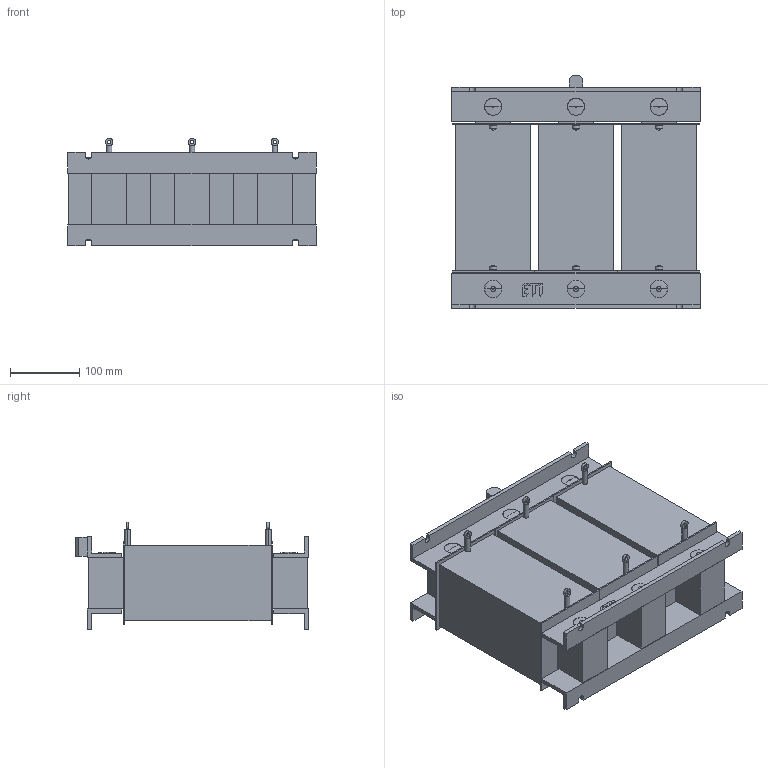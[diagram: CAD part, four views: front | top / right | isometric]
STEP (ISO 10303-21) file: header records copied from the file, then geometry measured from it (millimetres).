
FILE_DESCRIPTION((''),'2;1');
FILE_NAME('004656809_HFL_7-100_CU_ASM','2021-10-29T',('marketing.praksa'),('Audax d.o.o.'),'CREO PARAMETRIC BY PTC INC, 2017480','CREO PARAMETRIC BY PTC INC, 2017480','');
FILE_SCHEMA(('AUTOMOTIVE_DESIGN { 1 0 10303 214 1 1 1 1 }'));
Length unit declared in the file: millimetre
Products named in the file (34): HFL_320X360X150X125X300X9_1_1; HFL_320X360X150X125X300X9_1_2; HFL_320X360X150X125X300X9_1_3; HFL_320X360X150X125X300X9_1_4; HFL_320X360X150X125X300X9_1_5; HFL_320X360X150X125X300X9_1_6; HFL_320X360X150X125X300X9_1_7; HFL_320X360X150X125X300X9_1_8; HFL_320X360X150X125X300X9_1_9; HFL_320X360X150X125X300X9_1_10; HFL_320X360X150X125X300X9_1_11; HFL_320X360X150X125X300X9_1_12; HFL_320X360X150X125X300X9_1_13; HFL_320X360X150X125X300X9_1_14; HFL_320X360X150X125X300X9_1_15; HFL_320X360X150X125X300X9_1_16; HFL_320X360X150X125X300X9_1_ASM; B1_1_1; B1_1_2; B1_1_3; B1_1_4; B1_1_5; B1_1_6; B1_1_ASM; B2_1_1; B2_1_2; B2_1_3; B2_1_ASM; PRT9573_1; PRT9574_1_1; PRT9574_1_2; PRT9574_1_3; PRT9574_1_ASM; 004656809_HFL_7-100_CU_ASM
Assembly tree (33 placements, depth 3):
  004656809_HFL_7-100_CU_ASM
    HFL_320X360X150X125X300X9_1_ASM
      HFL_320X360X150X125X300X9_1_1
      HFL_320X360X150X125X300X9_1_2
      HFL_320X360X150X125X300X9_1_3
      HFL_320X360X150X125X300X9_1_4
      HFL_320X360X150X125X300X9_1_5
      HFL_320X360X150X125X300X9_1_6
      HFL_320X360X150X125X300X9_1_7
      HFL_320X360X150X125X300X9_1_8
      HFL_320X360X150X125X300X9_1_9
      HFL_320X360X150X125X300X9_1_10
      HFL_320X360X150X125X300X9_1_11
      HFL_320X360X150X125X300X9_1_12
      HFL_320X360X150X125X300X9_1_13
      HFL_320X360X150X125X300X9_1_14
      HFL_320X360X150X125X300X9_1_15
      HFL_320X360X150X125X300X9_1_16
    B1_1_ASM
      B1_1_1
      B1_1_2
      B1_1_3
      B1_1_4
      B1_1_5
      B1_1_6
    B2_1_ASM
      B2_1_1
      B2_1_2
      B2_1_3
    PRT9573_1
    PRT9574_1_ASM
      PRT9574_1_1
      PRT9574_1_2
      PRT9574_1_3
Bounding box: 360 x 337 x 155.5 mm (x, y, z)
Volume: 9211462.6 mm3; surface area: 889109.1 mm2
Topology: 27 solids, 35 shells, 423 faces, 1050 edges, 688 vertices
Faces by surface type: plane 289, cylinder 86, revolution 48
Entity records: 21301 total; most frequent: CARTESIAN_POINT 3090, DIRECTION 2270, ORIENTED_EDGE 2016, PRESENTATION_STYLE_ASSIGNMENT 1447, STYLED_ITEM 1447, CURVE_STYLE 1038, EDGE_CURVE 1038, AXIS2_PLACEMENT_3D 780
